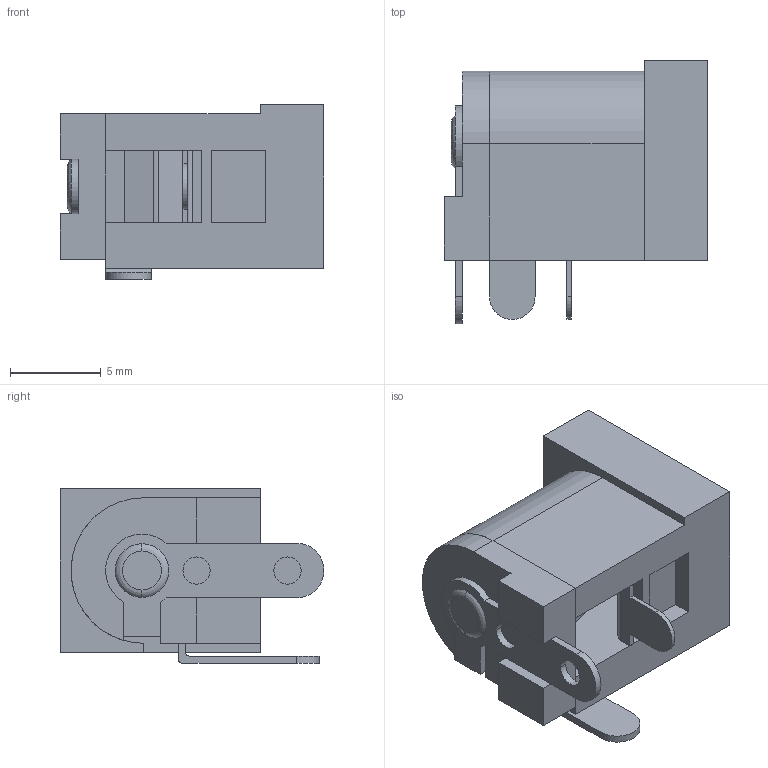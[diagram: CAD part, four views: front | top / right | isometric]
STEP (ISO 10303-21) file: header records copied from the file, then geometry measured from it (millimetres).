
FILE_DESCRIPTION (( 'STEP AP214' ), '1' );
FILE_NAME ('MJ-179PH.STEP', '2021-11-17T10:36:58', ( '' ), ( '' ), 'SwSTEP 2.0', 'SolidWorks 2018', '' );
FILE_SCHEMA (( 'AUTOMOTIVE_DESIGN' ));
Length unit declared in the file: millimetre
Products named in the file (2): MJ-179PH
Bounding box: 14.5 x 14.5 x 9.6 mm (x, y, z)
Volume: 797.1 mm3; surface area: 1551.2 mm2
Topology: 7 solids, 7 shells, 140 faces, 343 edges, 217 vertices
Faces by surface type: plane 95, cylinder 37, torus 6, sphere 2
Entity records: 5584 total; most frequent: DIRECTION 720, CARTESIAN_POINT 696, ORIENTED_EDGE 678, EDGE_CURVE 339, LINE 242, VECTOR 242, AXIS2_PLACEMENT_3D 239, VERTEX_POINT 215
